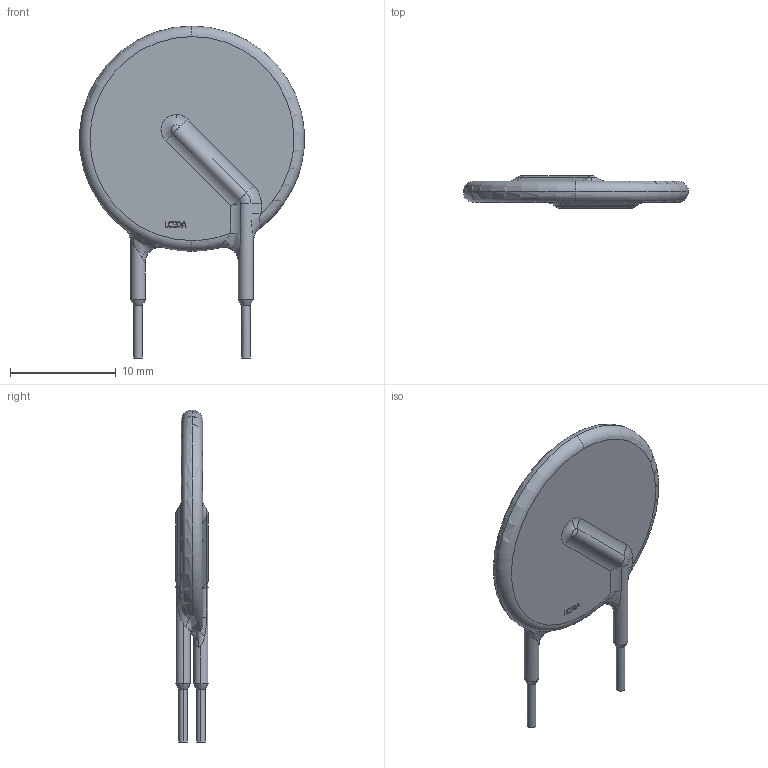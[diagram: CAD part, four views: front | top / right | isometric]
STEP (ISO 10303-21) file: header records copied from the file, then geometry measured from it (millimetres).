
FILE_DESCRIPTION (( 'STEP AP214' ), '1' );
FILE_NAME ('FUSE-TH_L21.3-W3.1-H26.4-P10.20-D1.0-S1.70.step', '2022-06-28T10:59:50', ( '' ), ( '' ), 'SwSTEP 2.0', 'SolidWorks 2020', '' );
FILE_SCHEMA (( 'AUTOMOTIVE_DESIGN' ));
Length unit declared in the file: millimetre
Products named in the file (1): FUSE-TH_L21.3-W3.1-H26.4-P10.20-D1.0-S1.70
Bounding box: 21.27 x 3.1 x 31.4 mm (x, y, z)
Volume: 730.6 mm3; surface area: 878.5 mm2
Topology: 1 solids, 1 shells, 337 faces, 901 edges, 588 vertices
Faces by surface type: plane 175, bspline 128, cylinder 18, torus 14, sphere 2
Entity records: 16837 total; most frequent: CARTESIAN_POINT 5628, ORIENTED_EDGE 1790, DIRECTION 1091, EDGE_CURVE 895, VERTEX_POINT 586, LINE 567, VECTOR 567, EDGE_LOOP 363
